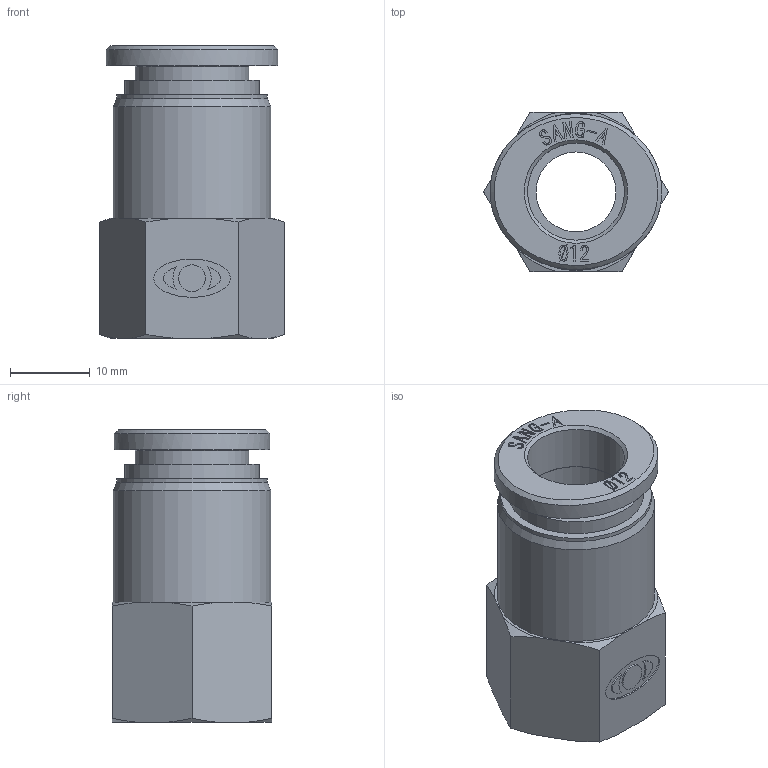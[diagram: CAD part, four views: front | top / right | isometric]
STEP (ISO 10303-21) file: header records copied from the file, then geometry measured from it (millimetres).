
FILE_DESCRIPTION((''),'2;1');
FILE_NAME('F-PCF 1203.stp','2020-11-23T15:28:22',('Administrator'),(''),'Autodesk Inventor 2013','Autodesk Inventor 2013','');
FILE_SCHEMA(('CONFIG_CONTROL_DESIGN'));
Length unit declared in the file: millimetre
Products named in the file (3): 조립품11; F-SLEEVE 12(SUS); F-PCF BODY 1203
Assembly tree (2 placements, depth 2):
  조립품11
    F-SLEEVE 12(SUS)
    F-PCF BODY 1203
Bounding box: 23.09 x 20 x 36.6 mm (x, y, z)
Volume: 6477 mm3; surface area: 4846.7 mm2
Topology: 2 solids, 2 shells, 294 faces, 780 edges, 519 vertices
Faces by surface type: bspline 135, plane 132, cone 17, cylinder 10
Full cylindrical faces by diameter (mm): 3.35 x1, 10 x1, 12.15 x1, 12.2 x1, 14.2 x1, 16.9 x1, 18.9 x1, 19.7 x1
Entity records: 9345 total; most frequent: CARTESIAN_POINT 2968, ORIENTED_EDGE 1524, DIRECTION 848, EDGE_CURVE 762, VERTEX_POINT 516, VECTOR 432, LINE 432, EDGE_LOOP 342
